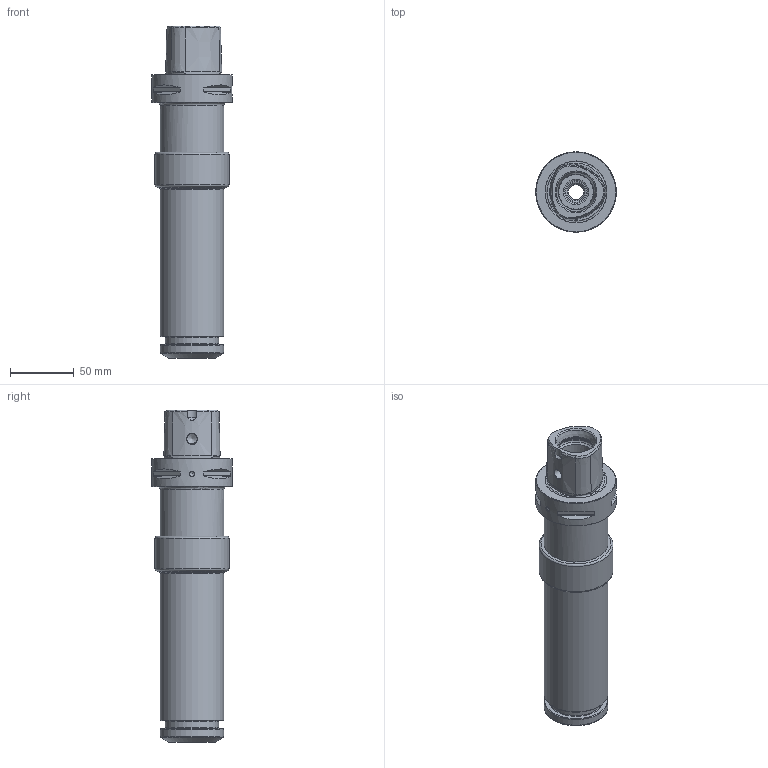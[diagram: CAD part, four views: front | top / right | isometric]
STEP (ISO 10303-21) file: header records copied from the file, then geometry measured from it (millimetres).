
FILE_DESCRIPTION(/* description */ (''),/* implementation_level */ '2;1');
FILE_NAME(/* name */ '888678060.stp',/* time_stamp */ '2023-03-15T12:29:05',/* author */ ('Ratnasingam Jekanthan'),/* organization */ ('REGO-FIX'),/* preprocessor_version */ ' Unknown',/* originating_system */ 'SIEMENS PLM Software Solid Edge ST10',/* authorization */ 'Unknown');
FILE_SCHEMA (('AUTOMOTIVE_DESIGN { 1 0 10303 214 2 1 1}'));
Length unit declared in the file: millimetre
Products named in the file (1): NOCUT
Bounding box: 63 x 63 x 260 mm (x, y, z)
Volume: 417132.1 mm3; surface area: 77985.8 mm2
Topology: 1 solids, 4 shells, 172 faces, 394 edges, 242 vertices
Faces by surface type: cone 75, cylinder 37, plane 34, torus 26
Full cylindrical faces by diameter (mm): 4 x1, 8.1 x2, 12 x1, 14 x1, 17.835 x2, 28 x2, 30.5 x1, 31.6 x1, 32 x1, 33 x2, 42 x2, 50 x6, 52.6 x1, 53 x1, 53.376 x1, 55 x1, 58 x1, 63 x1
Entity records: 5503 total; most frequent: CARTESIAN_POINT 928, DIRECTION 720, ORIENTED_EDGE 550, AXIS2_PLACEMENT_3D 330, FACE_BOUND 283, EDGE_LOOP 280, EDGE_CURVE 275, VERTEX_POINT 212
